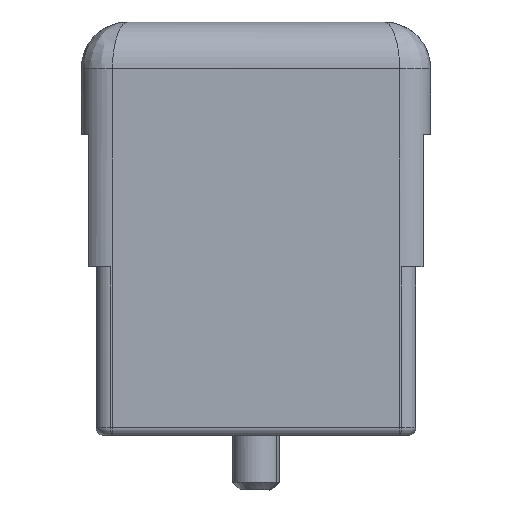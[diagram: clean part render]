
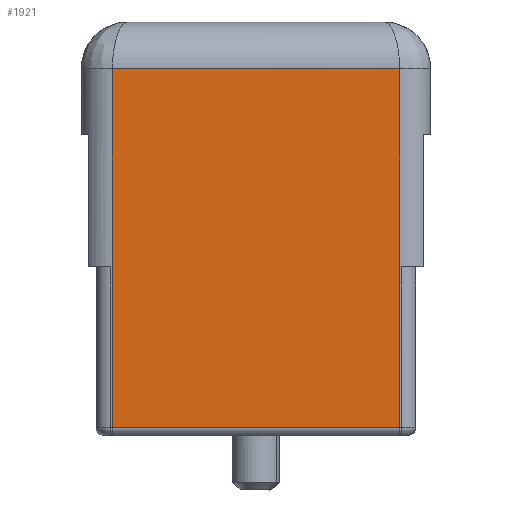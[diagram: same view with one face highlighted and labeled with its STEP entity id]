
A CAD part, front view. The second image highlights one B-rep face of the part: STEP entity #1921.
In plain terms, the highlighted planar face has unit normal (0, -1, 0).
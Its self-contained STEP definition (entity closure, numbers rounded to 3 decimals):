
#1901=AXIS2_PLACEMENT_3D('Plane Axis2P3D',#1898,#1899,#1900) ;
#929=CARTESIAN_POINT('Vertex',(20.4,0.,4.)) ;
#949=CARTESIAN_POINT('Line Origine',(0.95,0.,4.)) ;
#953=CARTESIAN_POINT('Vertex',(2.,0.,4.)) ;
#1847=CARTESIAN_POINT('Line Origine',(20.4,0.,30.)) ;
#1851=CARTESIAN_POINT('Vertex',(20.4,0.,27.)) ;
#1898=CARTESIAN_POINT('Axis2P3D Location',(21.45,0.,14.3)) ;
#1903=CARTESIAN_POINT('Line Origine',(2.,0.,15.5)) ;
#1907=CARTESIAN_POINT('Vertex',(2.,0.,27.)) ;
#1910=CARTESIAN_POINT('Line Origine',(11.2,0.,27.)) ;
#950=DIRECTION('Vector Direction',(-1.,0.,0.)) ;
#1848=DIRECTION('Vector Direction',(0.,0.,-1.)) ;
#1899=DIRECTION('Axis2P3D Direction',(0.,-1.,0.)) ;
#1900=DIRECTION('Axis2P3D XDirection',(-1.,0.,0.)) ;
#1904=DIRECTION('Vector Direction',(0.,0.,-1.)) ;
#1911=DIRECTION('Vector Direction',(-1.,0.,0.)) ;
#951=VECTOR('Line Direction',#950,1.) ;
#1849=VECTOR('Line Direction',#1848,1.) ;
#1905=VECTOR('Line Direction',#1904,1.) ;
#1912=VECTOR('Line Direction',#1911,1.) ;
#1916=ORIENTED_EDGE('',*,*,#1909,.T.) ;
#1917=ORIENTED_EDGE('',*,*,#955,.T.) ;
#1918=ORIENTED_EDGE('',*,*,#1853,.T.) ;
#1919=ORIENTED_EDGE('',*,*,#1914,.T.) ;
#1921=ADVANCED_FACE('SAIL-VSBD-180-XXXU',(#1920),#1902,.T.) ;
#955=EDGE_CURVE('',#954,#930,#952,.F.) ;
#1853=EDGE_CURVE('',#930,#1852,#1850,.F.) ;
#1909=EDGE_CURVE('',#1908,#954,#1906,.T.) ;
#1914=EDGE_CURVE('',#1852,#1908,#1913,.T.) ;
#1915=EDGE_LOOP('',(#1916,#1917,#1918,#1919)) ;
#1920=FACE_OUTER_BOUND('',#1915,.T.) ;
#952=LINE('Line',#949,#951) ;
#1850=LINE('Line',#1847,#1849) ;
#1906=LINE('Line',#1903,#1905) ;
#1913=LINE('Line',#1910,#1912) ;
#1902=PLANE('',#1901) ;
#930=VERTEX_POINT('',#929) ;
#954=VERTEX_POINT('',#953) ;
#1852=VERTEX_POINT('',#1851) ;
#1908=VERTEX_POINT('',#1907) ;
